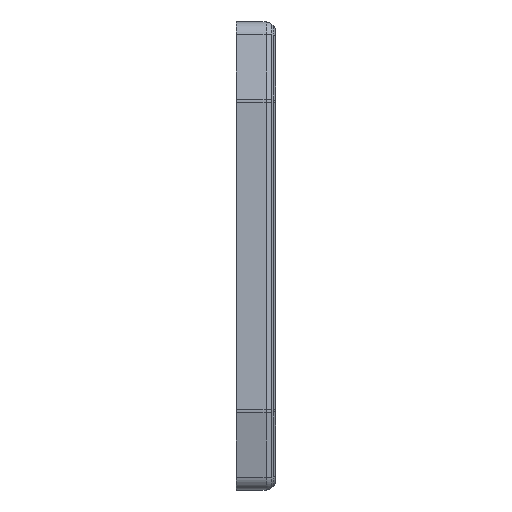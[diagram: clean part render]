
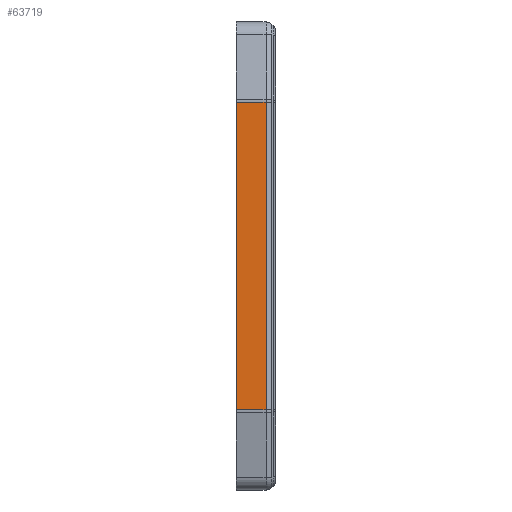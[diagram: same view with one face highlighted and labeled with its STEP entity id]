
A CAD part, front view. The second image highlights one B-rep face of the part: STEP entity #63719.
In plain terms, the highlighted planar face has unit normal (0, -1, 0).
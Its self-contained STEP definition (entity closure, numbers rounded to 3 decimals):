
#4208 = LINE ( 'NONE', #65903, #21192 ) ;
#4606 = CARTESIAN_POINT ( 'NONE',  ( 3.414, -20., -15.12 ) ) ;
#5713 = ORIENTED_EDGE ( 'NONE', *, *, #15981, .T. ) ;
#6120 = EDGE_CURVE ( 'NONE', #46666, #35157, #51042, .T. ) ;
#6453 = AXIS2_PLACEMENT_3D ( 'NONE', #18462, #28471, #23297 ) ;
#9358 = DIRECTION ( 'NONE',  ( 0., 0., 1. ) ) ;
#10738 = ORIENTED_EDGE ( 'NONE', *, *, #45843, .F. ) ;
#13513 = DIRECTION ( 'NONE',  ( 0., 0., 1. ) ) ;
#15498 = VECTOR ( 'NONE', #9358, 1000. ) ;
#15981 = EDGE_CURVE ( 'NONE', #35157, #64578, #4208, .T. ) ;
#18130 = FACE_OUTER_BOUND ( 'NONE', #34148, .T. ) ;
#18462 = CARTESIAN_POINT ( 'NONE',  ( 6.45, -20., 10.375 ) ) ;
#18660 = LINE ( 'NONE', #24508, #50126 ) ;
#21192 = VECTOR ( 'NONE', #25213, 1000. ) ;
#22007 = CARTESIAN_POINT ( 'NONE',  ( -6., -20., -112.63 ) ) ;
#23297 = DIRECTION ( 'NONE',  ( 0., 0., 1. ) ) ;
#24508 = CARTESIAN_POINT ( 'NONE',  ( -6., -20., -113.125 ) ) ;
#25213 = DIRECTION ( 'NONE',  ( -1., 0., 0. ) ) ;
#27632 = ORIENTED_EDGE ( 'NONE', *, *, #32195, .T. ) ;
#28471 = DIRECTION ( 'NONE',  ( 0., 1., 0. ) ) ;
#32195 = EDGE_CURVE ( 'NONE', #40709, #46666, #41853, .T. ) ;
#34148 = EDGE_LOOP ( 'NONE', ( #27632, #49490, #5713, #10738 ) ) ;
#35157 = VERTEX_POINT ( 'NONE', #4606 ) ;
#37040 = CARTESIAN_POINT ( 'NONE',  ( 3.414, -20., -112.63 ) ) ;
#40709 = VERTEX_POINT ( 'NONE', #22007 ) ;
#41853 = LINE ( 'NONE', #42208, #61189 ) ;
#42208 = CARTESIAN_POINT ( 'NONE',  ( 6.45, -20., -112.63 ) ) ;
#44152 = CARTESIAN_POINT ( 'NONE',  ( -6., -20., -15.12 ) ) ;
#45843 = EDGE_CURVE ( 'NONE', #40709, #64578, #18660, .T. ) ;
#46666 = VERTEX_POINT ( 'NONE', #37040 ) ;
#49490 = ORIENTED_EDGE ( 'NONE', *, *, #6120, .T. ) ;
#50126 = VECTOR ( 'NONE', #13513, 1000. ) ;
#51042 = LINE ( 'NONE', #62723, #15498 ) ;
#59812 = PLANE ( 'NONE',  #6453 ) ;
#61189 = VECTOR ( 'NONE', #62849, 1000. ) ;
#62723 = CARTESIAN_POINT ( 'NONE',  ( 3.414, -20., -15.12 ) ) ;
#62849 = DIRECTION ( 'NONE',  ( 1., 0., 0. ) ) ;
#63719 = ADVANCED_FACE ( 'NONE', ( #18130 ), #59812, .F. ) ;
#64578 = VERTEX_POINT ( 'NONE', #44152 ) ;
#65903 = CARTESIAN_POINT ( 'NONE',  ( -6., -20., -15.12 ) ) ;
